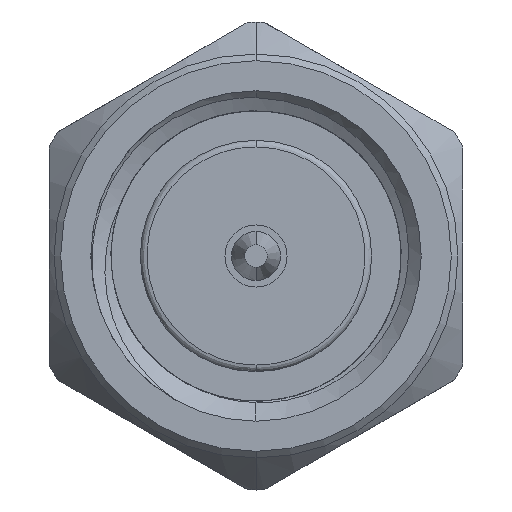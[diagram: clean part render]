
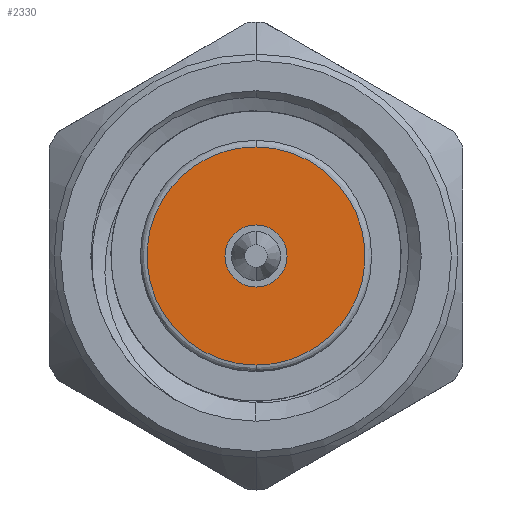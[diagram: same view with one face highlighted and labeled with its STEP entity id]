
A CAD part, left-side view. The second image highlights one B-rep face of the part: STEP entity #2330.
In plain terms, the highlighted planar face has unit normal (-1, 0, 0).
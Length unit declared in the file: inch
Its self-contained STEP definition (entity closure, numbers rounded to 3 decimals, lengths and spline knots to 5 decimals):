
#158 = CARTESIAN_POINT ( 'NONE',  ( 0.1, 0., -0.0825 ) ) ;
#217 = CARTESIAN_POINT ( 'NONE',  ( 0.1, 0., -0.0825 ) ) ;
#446 = EDGE_CURVE ( 'NONE', #3414, #3223, #1247, .T. ) ;
#516 = DIRECTION ( 'NONE',  ( 0., 0., -1. ) ) ;
#517 = DIRECTION ( 'NONE',  ( 0., 0., -1. ) ) ;
#519 = VERTEX_POINT ( 'NONE', #2365 ) ;
#551 = PLANE ( 'NONE',  #2795 ) ;
#650 = CARTESIAN_POINT ( 'NONE',  ( 0.1, 0., 0.0235 ) ) ;
#809 = EDGE_LOOP ( 'NONE', ( #3431, #1742 ) ) ;
#1044 = EDGE_CURVE ( 'NONE', #3223, #3414, #1975, .T. ) ;
#1105 = CARTESIAN_POINT ( 'NONE',  ( 0.1, 0., 0.0825 ) ) ;
#1247 = CIRCLE ( 'NONE', #2334, 0.0235 ) ;
#1254 = FACE_BOUND ( 'NONE', #809, .T. ) ;
#1486 = CARTESIAN_POINT ( 'NONE',  ( 0.1, 0., 0. ) ) ;
#1663 = CARTESIAN_POINT ( 'NONE',  ( 0.1, 0.165, -0.0825 ) ) ;
#1716 = EDGE_CURVE ( 'NONE', #519, #1888, #5699, .T. ) ;
#1742 = ORIENTED_EDGE ( 'NONE', *, *, #446, .F. ) ;
#1801 = CARTESIAN_POINT ( 'NONE',  ( 0.1, 0., -0.0825 ) ) ;
#1888 = VERTEX_POINT ( 'NONE', #1801 ) ;
#1975 = CIRCLE ( 'NONE', #2501, 0.0235 ) ;
#2330 = ADVANCED_FACE ( 'NONE', ( #1254, #5611 ), #551, .F. ) ;
#2334 = AXIS2_PLACEMENT_3D ( 'NONE', #4720, #6159, #6182 ) ;
#2365 = CARTESIAN_POINT ( 'NONE',  ( 0.1, 0., 0.0825 ) ) ;
#2501 = AXIS2_PLACEMENT_3D ( 'NONE', #5274, #3413, #517 ) ;
#2559 = CARTESIAN_POINT ( 'NONE',  ( 0.1, 0., -0.0235 ) ) ;
#2795 = AXIS2_PLACEMENT_3D ( 'NONE', #1486, #3931, #516 ) ;
#2845 = ORIENTED_EDGE ( 'NONE', *, *, #4422, .F. ) ;
#3038 = CARTESIAN_POINT ( 'NONE',  ( 0.1, -0.165, -0.0825 ) ) ;
#3223 = VERTEX_POINT ( 'NONE', #2559 ) ;
#3413 = DIRECTION ( 'NONE',  ( -1., 0., 0. ) ) ;
#3414 = VERTEX_POINT ( 'NONE', #650 ) ;
#3431 = ORIENTED_EDGE ( 'NONE', *, *, #1044, .F. ) ;
#3487 =( BOUNDED_CURVE ( )  B_SPLINE_CURVE ( 3, ( #217, #1663, #4606, #6060 ),
 .UNSPECIFIED., .F., .F. ) 
 B_SPLINE_CURVE_WITH_KNOTS ( ( 4, 4 ),
 ( 0., 1. ),
 .UNSPECIFIED. ) 
 CURVE ( )  GEOMETRIC_REPRESENTATION_ITEM ( )  RATIONAL_B_SPLINE_CURVE ( ( 1., 0.333, 0.333, 1. ) ) 
 REPRESENTATION_ITEM ( '' )  );
#3931 = DIRECTION ( 'NONE',  ( 1., 0., 0. ) ) ;
#4420 = CARTESIAN_POINT ( 'NONE',  ( 0.1, -0.165, 0.0825 ) ) ;
#4422 = EDGE_CURVE ( 'NONE', #1888, #519, #3487, .T. ) ;
#4606 = CARTESIAN_POINT ( 'NONE',  ( 0.1, 0.165, 0.0825 ) ) ;
#4720 = CARTESIAN_POINT ( 'NONE',  ( 0.1, 0., 0. ) ) ;
#4820 = EDGE_LOOP ( 'NONE', ( #2845, #5244 ) ) ;
#5244 = ORIENTED_EDGE ( 'NONE', *, *, #1716, .F. ) ;
#5274 = CARTESIAN_POINT ( 'NONE',  ( 0.1, 0., 0. ) ) ;
#5611 = FACE_OUTER_BOUND ( 'NONE', #4820, .T. ) ;
#5699 =( BOUNDED_CURVE ( )  B_SPLINE_CURVE ( 3, ( #1105, #4420, #3038, #158 ),
 .UNSPECIFIED., .F., .F. ) 
 B_SPLINE_CURVE_WITH_KNOTS ( ( 4, 4 ),
 ( 0., 1. ),
 .UNSPECIFIED. ) 
 CURVE ( )  GEOMETRIC_REPRESENTATION_ITEM ( )  RATIONAL_B_SPLINE_CURVE ( ( 1., 0.333, 0.333, 1. ) ) 
 REPRESENTATION_ITEM ( '' )  );
#6060 = CARTESIAN_POINT ( 'NONE',  ( 0.1, 0., 0.0825 ) ) ;
#6159 = DIRECTION ( 'NONE',  ( -1., 0., 0. ) ) ;
#6182 = DIRECTION ( 'NONE',  ( 0., 0., -1. ) ) ;
